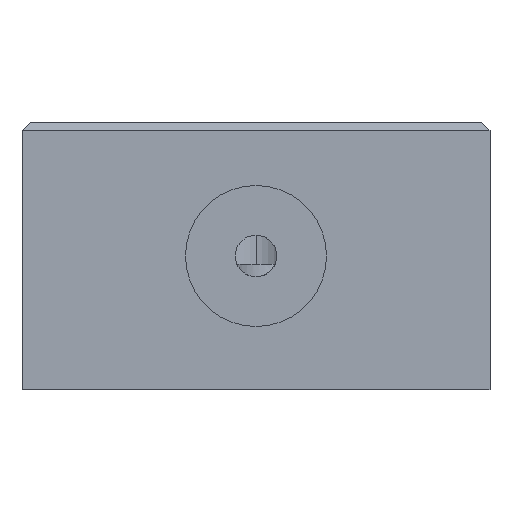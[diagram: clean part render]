
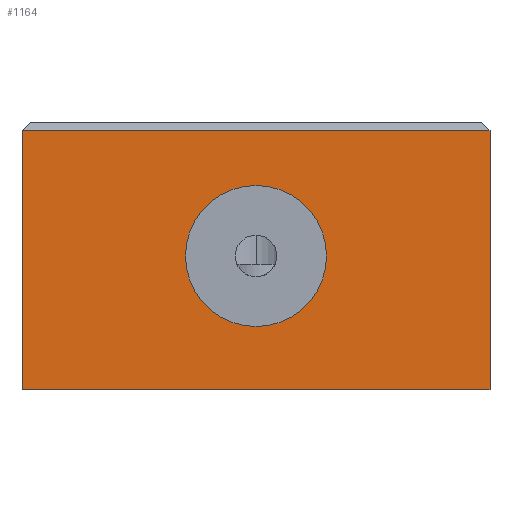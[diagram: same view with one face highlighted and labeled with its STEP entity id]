
A CAD part, left-side view. The second image highlights one B-rep face of the part: STEP entity #1164.
In plain terms, the highlighted planar face has unit normal (-1, 0, 0).
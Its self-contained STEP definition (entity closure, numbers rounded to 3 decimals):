
#13 = CARTESIAN_POINT ( 'NONE',  ( -17.5, 14., 15.5 ) ) ;
#21 = ORIENTED_EDGE ( 'NONE', *, *, #292, .F. ) ;
#85 = CARTESIAN_POINT ( 'NONE',  ( -17.5, 14., 16. ) ) ;
#103 = LINE ( 'NONE', #453, #283 ) ;
#107 = DIRECTION ( 'NONE',  ( 0., 0., 1. ) ) ;
#115 = CARTESIAN_POINT ( 'NONE',  ( -17.5, -14., 0. ) ) ;
#117 = AXIS2_PLACEMENT_3D ( 'NONE', #773, #862, #851 ) ;
#138 = EDGE_CURVE ( 'NONE', #1100, #195, #249, .T. ) ;
#145 = FACE_BOUND ( 'NONE', #931, .T. ) ;
#195 = VERTEX_POINT ( 'NONE', #970 ) ;
#209 = VECTOR ( 'NONE', #435, 1000. ) ;
#249 = CIRCLE ( 'NONE', #857, 4.216 ) ;
#267 = DIRECTION ( 'NONE',  ( -1., 0., 0. ) ) ;
#283 = VECTOR ( 'NONE', #1099, 1000. ) ;
#292 = EDGE_CURVE ( 'NONE', #195, #1100, #688, .T. ) ;
#302 = CARTESIAN_POINT ( 'NONE',  ( -17.5, -14., 16. ) ) ;
#306 = DIRECTION ( 'NONE',  ( -1., 0., 0. ) ) ;
#321 = DIRECTION ( 'NONE',  ( 0., 1., 0. ) ) ;
#352 = CARTESIAN_POINT ( 'NONE',  ( -17.5, 14., 0. ) ) ;
#384 = ORIENTED_EDGE ( 'NONE', *, *, #673, .T. ) ;
#396 = EDGE_CURVE ( 'NONE', #536, #442, #522, .T. ) ;
#435 = DIRECTION ( 'NONE',  ( 0., 0., -1. ) ) ;
#442 = VERTEX_POINT ( 'NONE', #352 ) ;
#453 = CARTESIAN_POINT ( 'NONE',  ( -17.5, -14., 0. ) ) ;
#478 = EDGE_CURVE ( 'NONE', #630, #901, #570, .T. ) ;
#490 = LINE ( 'NONE', #1043, #533 ) ;
#496 = PLANE ( 'NONE',  #604 ) ;
#522 = LINE ( 'NONE', #85, #209 ) ;
#533 = VECTOR ( 'NONE', #321, 1000. ) ;
#536 = VERTEX_POINT ( 'NONE', #13 ) ;
#570 = LINE ( 'NONE', #302, #909 ) ;
#598 = EDGE_CURVE ( 'NONE', #901, #442, #103, .T. ) ;
#604 = AXIS2_PLACEMENT_3D ( 'NONE', #1047, #306, #1182 ) ;
#630 = VERTEX_POINT ( 'NONE', #967 ) ;
#673 = EDGE_CURVE ( 'NONE', #630, #536, #490, .T. ) ;
#688 = CIRCLE ( 'NONE', #117, 4.216 ) ;
#739 = ORIENTED_EDGE ( 'NONE', *, *, #396, .T. ) ;
#747 = DIRECTION ( 'NONE',  ( 0., 0., -1. ) ) ;
#751 = FACE_OUTER_BOUND ( 'NONE', #870, .T. ) ;
#773 = CARTESIAN_POINT ( 'NONE',  ( -17.5, 0., 8. ) ) ;
#817 = ORIENTED_EDGE ( 'NONE', *, *, #478, .F. ) ;
#824 = ORIENTED_EDGE ( 'NONE', *, *, #138, .F. ) ;
#833 = CARTESIAN_POINT ( 'NONE',  ( -17.5, 0., 8. ) ) ;
#851 = DIRECTION ( 'NONE',  ( 0., 0., 1. ) ) ;
#857 = AXIS2_PLACEMENT_3D ( 'NONE', #833, #267, #107 ) ;
#859 = ORIENTED_EDGE ( 'NONE', *, *, #598, .F. ) ;
#862 = DIRECTION ( 'NONE',  ( -1., 0., 0. ) ) ;
#870 = EDGE_LOOP ( 'NONE', ( #817, #384, #739, #859 ) ) ;
#901 = VERTEX_POINT ( 'NONE', #115 ) ;
#909 = VECTOR ( 'NONE', #747, 1000. ) ;
#931 = EDGE_LOOP ( 'NONE', ( #824, #21 ) ) ;
#939 = CARTESIAN_POINT ( 'NONE',  ( -17.5, 0., 12.216 ) ) ;
#967 = CARTESIAN_POINT ( 'NONE',  ( -17.5, -14., 15.5 ) ) ;
#970 = CARTESIAN_POINT ( 'NONE',  ( -17.5, 0., 3.784 ) ) ;
#1043 = CARTESIAN_POINT ( 'NONE',  ( -17.5, 14., 15.5 ) ) ;
#1047 = CARTESIAN_POINT ( 'NONE',  ( -17.5, -14., 16. ) ) ;
#1099 = DIRECTION ( 'NONE',  ( 0., 1., 0. ) ) ;
#1100 = VERTEX_POINT ( 'NONE', #939 ) ;
#1164 = ADVANCED_FACE ( 'NONE', ( #145, #751 ), #496, .T. ) ;
#1182 = DIRECTION ( 'NONE',  ( 0., 0., 1. ) ) ;
